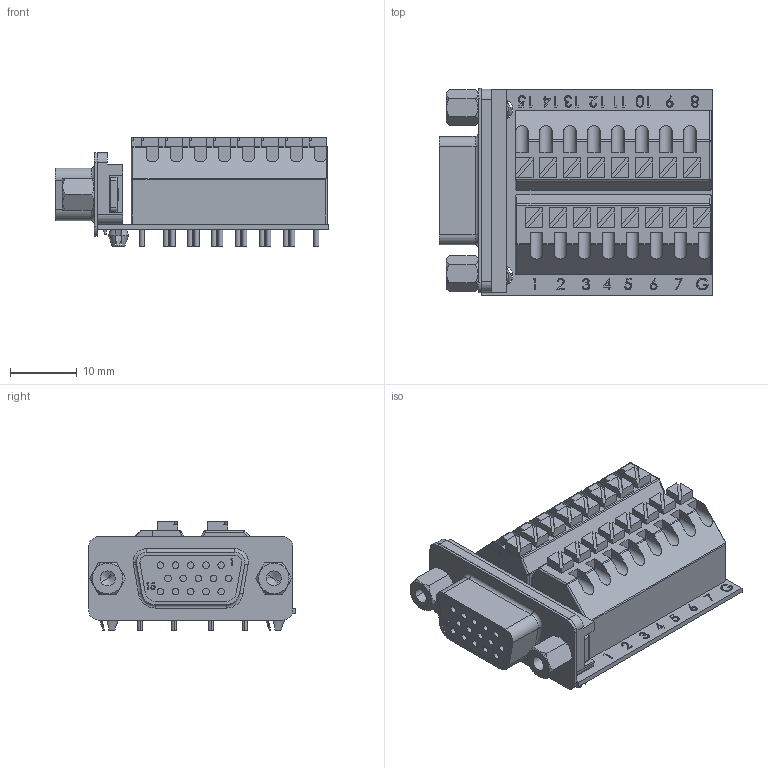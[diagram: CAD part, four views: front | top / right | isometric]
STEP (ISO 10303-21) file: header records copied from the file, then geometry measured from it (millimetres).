
FILE_DESCRIPTION (( 'STEP AP203' ), '1' );
FILE_NAME ('DGSH15FT.STEP', '2011-04-26T15:06:44', ( 'x' ), ( 'Microsoft' ), 'SwSTEP 2.0', 'SolidWorks 2010', '' );
FILE_SCHEMA (( 'CONFIG_CONTROL_DESIGN' ));
Products named in the file (7): DGBH15FT-MA2; DGS9FT-MA4; DGSH15FT; DGSH15FT-MA1; DGSH15FT-MA2_Supplier Connector; 3AA02-010; DGS15FT-MA3
Assembly tree (9 placements, depth 2):
  DGSH15FT
    DGBH15FT-MA2
    DGSH15FT-MA2_Supplier Connector
    DGS9FT-MA4  x2
    3AA02-010  x2
    DGS15FT-MA3  x2
    DGSH15FT-MA1
Bounding box: 41.12 x 31.11 x 16.43 mm (x, y, z)
Volume: 10341.4 mm3; surface area: 8882.9 mm2
Topology: 9 solids, 9 shells, 1140 faces, 2909 edges, 1873 vertices
Faces by surface type: plane 526, cylinder 338, bspline 125, cone 102, torus 31, sphere 18
Entity records: 38519 total; most frequent: CARTESIAN_POINT 16469, ORIENTED_EDGE 4514, DIRECTION 4140, EDGE_CURVE 2257, VERTEX_POINT 1473, AXIS2_PLACEMENT_3D 1430, VECTOR 1280, LINE 1280
